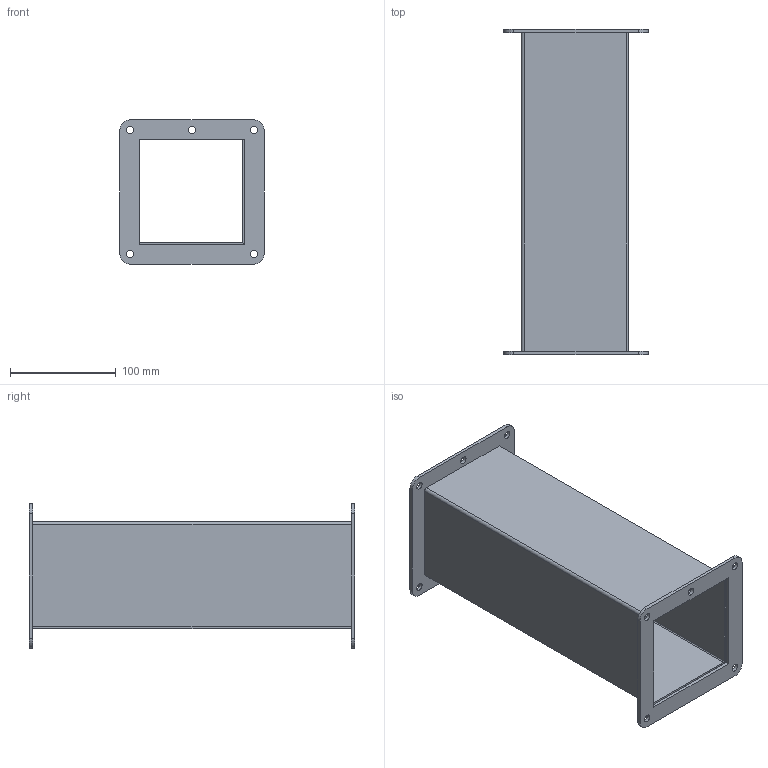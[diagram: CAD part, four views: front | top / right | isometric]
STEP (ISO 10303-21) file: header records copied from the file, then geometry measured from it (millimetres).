
FILE_DESCRIPTION (( 'STEP AP203' ), '1' );
FILE_NAME ('1485CW2.step', '2020-11-19T14:34:01', ( 'ADC123' ), ( 'Microsoft' ), 'SwSTEP 2.0', 'SolidWorks 2019', '' );
FILE_SCHEMA (( 'CONFIG_CONTROL_DESIGN' ));
Length unit declared in the file: inch
Products named in the file (1): 1485CW2
Bounding box: 136.53 x 307.92 x 136.53 mm (x, y, z)
Volume: 270080.7 mm3; surface area: 281037.3 mm2
Topology: 4 solids, 4 shells, 58 faces, 150 edges, 100 vertices
Faces by surface type: plane 36, cylinder 22
Full cylindrical faces by diameter (mm): 7.137 x10
Entity records: 1849 total; most frequent: DIRECTION 302, CARTESIAN_POINT 299, ORIENTED_EDGE 280, EDGE_CURVE 140, AXIS2_PLACEMENT_3D 103, VERTEX_POINT 100, LINE 96, VECTOR 96
